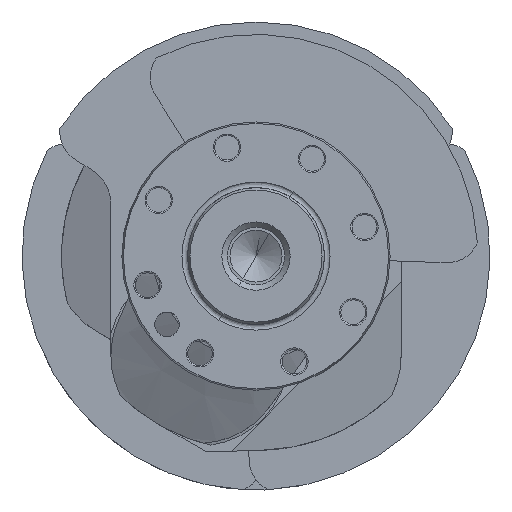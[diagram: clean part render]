
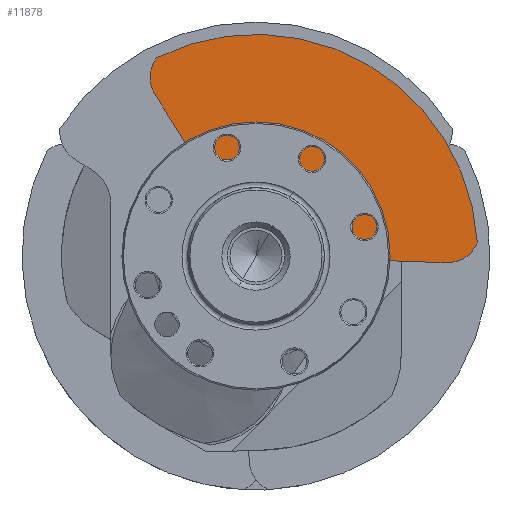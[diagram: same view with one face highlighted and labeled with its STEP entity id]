
A CAD part, front view. The second image highlights one B-rep face of the part: STEP entity #11878.
In plain terms, the highlighted planar face has unit normal (0, -1, 0).
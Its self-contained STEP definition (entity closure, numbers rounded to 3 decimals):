
#11079=CARTESIAN_POINT('Vertex',(31.177,44.,-18.)) ;
#11082=CARTESIAN_POINT('Axis2P3D Location',(0.,44.,0.)) ;
#11086=CARTESIAN_POINT('Vertex',(34.431,44.,-10.512)) ;
#11089=CARTESIAN_POINT('Axis2P3D Location',(0.,44.,0.)) ;
#11093=CARTESIAN_POINT('Vertex',(34.522,44.,-10.211)) ;
#11096=CARTESIAN_POINT('Axis2P3D Location',(0.,44.,0.)) ;
#11100=CARTESIAN_POINT('Vertex',(-26.319,44.,24.562)) ;
#11103=CARTESIAN_POINT('Axis2P3D Location',(0.,44.,0.)) ;
#11107=CARTESIAN_POINT('Vertex',(-29.321,44.,20.887)) ;
#11110=CARTESIAN_POINT('Axis2P3D Location',(0.,44.,0.)) ;
#11114=CARTESIAN_POINT('Vertex',(-30.337,44.,19.382)) ;
#11117=CARTESIAN_POINT('Axis2P3D Location',(0.,44.,0.)) ;
#11121=CARTESIAN_POINT('Vertex',(-31.177,44.,18.)) ;
#11795=CARTESIAN_POINT('Axis2P3D Location',(0.,44.,0.)) ;
#11800=CARTESIAN_POINT('Line Origine',(34.16,44.,-12.834)) ;
#11804=CARTESIAN_POINT('Vertex',(37.143,44.,-7.667)) ;
#11807=CARTESIAN_POINT('Axis2P3D Location',(47.535,44.,-13.667)) ;
#11811=CARTESIAN_POINT('Vertex',(47.954,44.,-1.675)) ;
#11814=CARTESIAN_POINT('Line Origine',(58.691,44.,-2.05)) ;
#11818=CARTESIAN_POINT('Vertex',(69.429,44.,-2.425)) ;
#11821=CARTESIAN_POINT('Axis2P3D Location',(69.848,44.,9.568)) ;
#11825=CARTESIAN_POINT('Vertex',(80.858,44.,4.796)) ;
#11828=CARTESIAN_POINT('Axis2P3D Location',(0.,44.,0.)) ;
#11832=CARTESIAN_POINT('Vertex',(-36.276,44.,72.423)) ;
#11835=CARTESIAN_POINT('Axis2P3D Location',(-26.638,44.,65.274)) ;
#11839=CARTESIAN_POINT('Vertex',(-36.814,44.,58.915)) ;
#11842=CARTESIAN_POINT('Line Origine',(-31.121,44.,49.803)) ;
#11846=CARTESIAN_POINT('Vertex',(-25.427,44.,40.692)) ;
#11849=CARTESIAN_POINT('Axis2P3D Location',(-35.604,44.,34.333)) ;
#11853=CARTESIAN_POINT('Vertex',(-25.211,44.,28.333)) ;
#11856=CARTESIAN_POINT('Line Origine',(-28.194,44.,23.166)) ;
#11083=DIRECTION('Axis2P3D Direction',(0.,-1.,0.)) ;
#11090=DIRECTION('Axis2P3D Direction',(0.,-1.,0.)) ;
#11097=DIRECTION('Axis2P3D Direction',(0.,-1.,0.)) ;
#11104=DIRECTION('Axis2P3D Direction',(0.,-1.,0.)) ;
#11111=DIRECTION('Axis2P3D Direction',(0.,-1.,0.)) ;
#11118=DIRECTION('Axis2P3D Direction',(0.,-1.,0.)) ;
#11796=DIRECTION('Axis2P3D Direction',(0.,1.,0.)) ;
#11797=DIRECTION('Axis2P3D XDirection',(0.,0.,-1.)) ;
#11801=DIRECTION('Vector Direction',(0.5,0.,0.866)) ;
#11808=DIRECTION('Axis2P3D Direction',(0.,1.,0.)) ;
#11815=DIRECTION('Vector Direction',(-0.999,0.,0.035)) ;
#11822=DIRECTION('Axis2P3D Direction',(0.,1.,0.)) ;
#11829=DIRECTION('Axis2P3D Direction',(0.,1.,0.)) ;
#11836=DIRECTION('Axis2P3D Direction',(0.,1.,0.)) ;
#11843=DIRECTION('Vector Direction',(0.53,0.,-0.848)) ;
#11850=DIRECTION('Axis2P3D Direction',(0.,1.,0.)) ;
#11857=DIRECTION('Vector Direction',(0.5,0.,0.866)) ;
#11084=AXIS2_PLACEMENT_3D('Circle Axis2P3D',#11082,#11083,$) ;
#11091=AXIS2_PLACEMENT_3D('Circle Axis2P3D',#11089,#11090,$) ;
#11098=AXIS2_PLACEMENT_3D('Circle Axis2P3D',#11096,#11097,$) ;
#11105=AXIS2_PLACEMENT_3D('Circle Axis2P3D',#11103,#11104,$) ;
#11112=AXIS2_PLACEMENT_3D('Circle Axis2P3D',#11110,#11111,$) ;
#11119=AXIS2_PLACEMENT_3D('Circle Axis2P3D',#11117,#11118,$) ;
#11798=AXIS2_PLACEMENT_3D('Plane Axis2P3D',#11795,#11796,#11797) ;
#11809=AXIS2_PLACEMENT_3D('Circle Axis2P3D',#11807,#11808,$) ;
#11823=AXIS2_PLACEMENT_3D('Circle Axis2P3D',#11821,#11822,$) ;
#11830=AXIS2_PLACEMENT_3D('Circle Axis2P3D',#11828,#11829,$) ;
#11837=AXIS2_PLACEMENT_3D('Circle Axis2P3D',#11835,#11836,$) ;
#11851=AXIS2_PLACEMENT_3D('Circle Axis2P3D',#11849,#11850,$) ;
#11862=ORIENTED_EDGE('',*,*,#11102,.T.) ;
#11863=ORIENTED_EDGE('',*,*,#11095,.T.) ;
#11864=ORIENTED_EDGE('',*,*,#11088,.T.) ;
#11865=ORIENTED_EDGE('',*,*,#11806,.T.) ;
#11866=ORIENTED_EDGE('',*,*,#11813,.T.) ;
#11867=ORIENTED_EDGE('',*,*,#11820,.F.) ;
#11868=ORIENTED_EDGE('',*,*,#11827,.F.) ;
#11869=ORIENTED_EDGE('',*,*,#11834,.F.) ;
#11870=ORIENTED_EDGE('',*,*,#11841,.F.) ;
#11871=ORIENTED_EDGE('',*,*,#11848,.T.) ;
#11872=ORIENTED_EDGE('',*,*,#11855,.T.) ;
#11873=ORIENTED_EDGE('',*,*,#11860,.F.) ;
#11874=ORIENTED_EDGE('',*,*,#11123,.T.) ;
#11875=ORIENTED_EDGE('',*,*,#11116,.T.) ;
#11876=ORIENTED_EDGE('',*,*,#11109,.T.) ;
#11802=VECTOR('Line Direction',#11801,1.) ;
#11816=VECTOR('Line Direction',#11815,1.) ;
#11844=VECTOR('Line Direction',#11843,1.) ;
#11858=VECTOR('Line Direction',#11857,1.) ;
#11878=ADVANCED_FACE('Body.2',(#11877),#11799,.F.) ;
#11085=CIRCLE('generated circle',#11084,36.) ;
#11092=CIRCLE('generated circle',#11091,36.) ;
#11099=CIRCLE('generated circle',#11098,36.) ;
#11106=CIRCLE('generated circle',#11105,36.) ;
#11113=CIRCLE('generated circle',#11112,36.) ;
#11120=CIRCLE('generated circle',#11119,36.) ;
#11810=CIRCLE('generated circle',#11809,12.) ;
#11824=CIRCLE('generated circle',#11823,12.) ;
#11831=CIRCLE('generated circle',#11830,81.) ;
#11838=CIRCLE('generated circle',#11837,12.) ;
#11852=CIRCLE('generated circle',#11851,12.) ;
#11088=EDGE_CURVE('',#11087,#11080,#11085,.F.) ;
#11095=EDGE_CURVE('',#11094,#11087,#11092,.F.) ;
#11102=EDGE_CURVE('',#11101,#11094,#11099,.F.) ;
#11109=EDGE_CURVE('',#11108,#11101,#11106,.F.) ;
#11116=EDGE_CURVE('',#11115,#11108,#11113,.F.) ;
#11123=EDGE_CURVE('',#11122,#11115,#11120,.F.) ;
#11806=EDGE_CURVE('',#11080,#11805,#11803,.T.) ;
#11813=EDGE_CURVE('',#11805,#11812,#11810,.T.) ;
#11820=EDGE_CURVE('',#11819,#11812,#11817,.T.) ;
#11827=EDGE_CURVE('',#11826,#11819,#11824,.T.) ;
#11834=EDGE_CURVE('',#11833,#11826,#11831,.T.) ;
#11841=EDGE_CURVE('',#11840,#11833,#11838,.T.) ;
#11848=EDGE_CURVE('',#11840,#11847,#11845,.T.) ;
#11855=EDGE_CURVE('',#11847,#11854,#11852,.T.) ;
#11860=EDGE_CURVE('',#11122,#11854,#11859,.T.) ;
#11861=EDGE_LOOP('',(#11862,#11863,#11864,#11865,#11866,#11867,#11868,#11869,#11870,#11871,#11872,#11873,#11874,#11875,#11876)) ;
#11877=FACE_OUTER_BOUND('',#11861,.T.) ;
#11803=LINE('Line',#11800,#11802) ;
#11817=LINE('Line',#11814,#11816) ;
#11845=LINE('Line',#11842,#11844) ;
#11859=LINE('Line',#11856,#11858) ;
#11799=PLANE('Plane',#11798) ;
#11080=VERTEX_POINT('',#11079) ;
#11087=VERTEX_POINT('',#11086) ;
#11094=VERTEX_POINT('',#11093) ;
#11101=VERTEX_POINT('',#11100) ;
#11108=VERTEX_POINT('',#11107) ;
#11115=VERTEX_POINT('',#11114) ;
#11122=VERTEX_POINT('',#11121) ;
#11805=VERTEX_POINT('',#11804) ;
#11812=VERTEX_POINT('',#11811) ;
#11819=VERTEX_POINT('',#11818) ;
#11826=VERTEX_POINT('',#11825) ;
#11833=VERTEX_POINT('',#11832) ;
#11840=VERTEX_POINT('',#11839) ;
#11847=VERTEX_POINT('',#11846) ;
#11854=VERTEX_POINT('',#11853) ;
